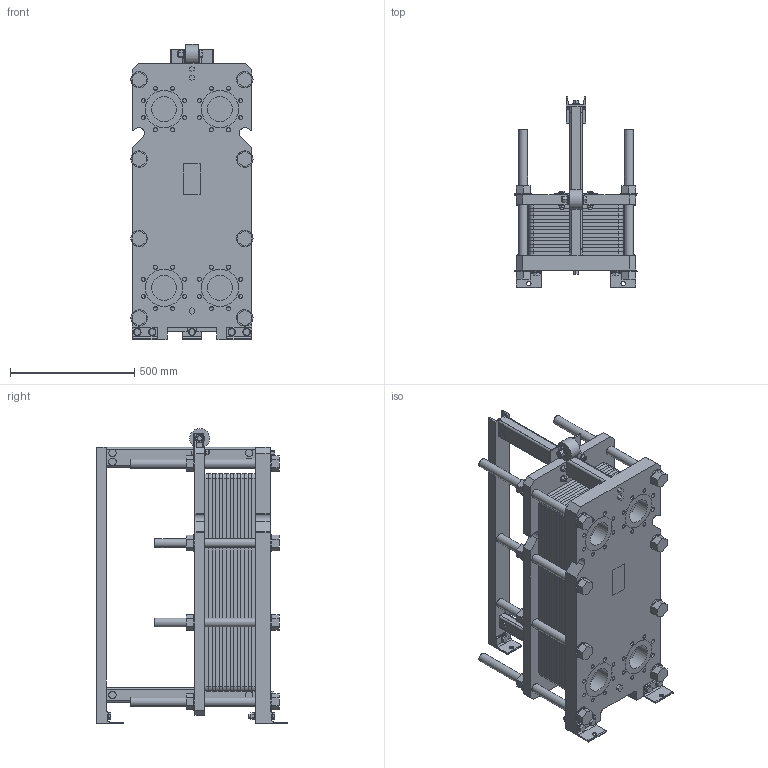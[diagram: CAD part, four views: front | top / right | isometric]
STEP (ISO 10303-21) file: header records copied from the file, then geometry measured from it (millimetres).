
FILE_DESCRIPTION(/* description */ (''),/* implementation_level */ '2;1');
FILE_NAME(/* name */ '3d_RLG-21-70-P10-8126700.stp',/* time_stamp */ '2020-07-27T08:31:33+02:00',/* author */ ('Andrzej'),/* organization */ (''),/* preprocessor_version */ 'ST-DEVELOPER v16.13',/* originating_system */ 'AutoCAD Mechanical',/* authorisation */ '');
FILE_SCHEMA (('AUTOMOTIVE_DESIGN { 1 0 10303 214 3 1 1 }'));
Length unit declared in the file: millimetre
Products named in the file (1): Product
Bounding box: 490.9 x 770 x 1186.98 mm (x, y, z)
Volume: 124003925.6 mm3; surface area: 13814058 mm2
Topology: 16 solids, 18 shells, 810 faces, 2696 edges, 2676 vertices
Faces by surface type: plane 577, cylinder 233
Full cylindrical faces by diameter (mm): 12 x4, 16 x37, 18 x3, 20 x1, 24 x8, 30 x31, 34 x1, 36 x16, 37 x2, 66 x16, 80 x1, 100 x4, 150 x4
Entity records: 29361 total; most frequent: CARTESIAN_POINT 6295, DIRECTION 4968, ORIENTED_EDGE 3738, EDGE_CURVE 1869, LINE 1702, VECTOR 1702, AXIS2_PLACEMENT_3D 1633, VERTEX_POINT 1305
